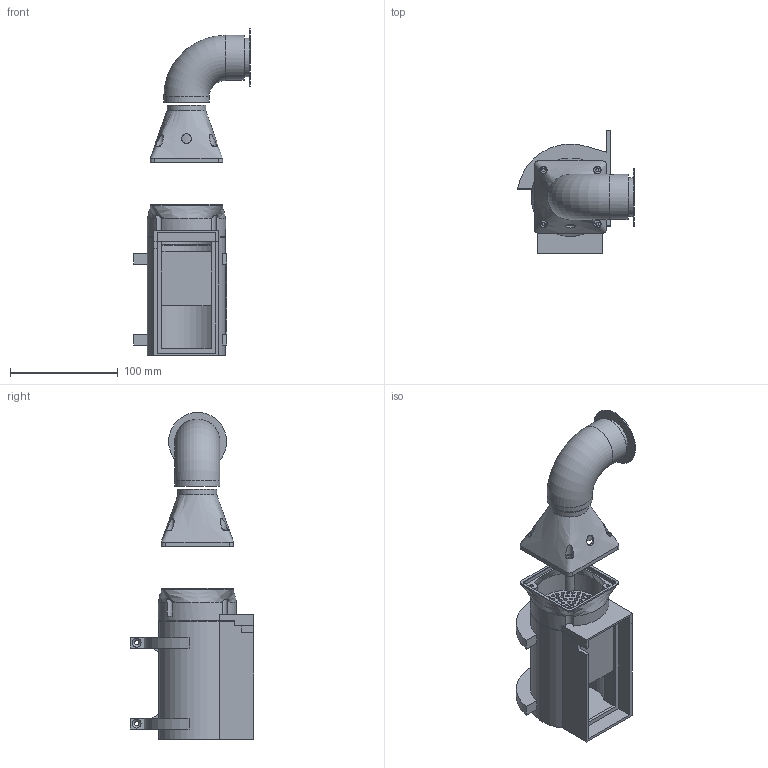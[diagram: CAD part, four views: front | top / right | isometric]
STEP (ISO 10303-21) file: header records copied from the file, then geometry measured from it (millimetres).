
FILE_DESCRIPTION(/* description */ (''),/* implementation_level */ '2;1');
FILE_NAME(/* name */ 'HEPA Filter r3 v11.step',/* time_stamp */ '2018-01-21T04:30:08-05:00',/* author */ ('jmillerfo'),/* organization */ (''),/* preprocessor_version */ 'ST-DEVELOPER v16.13',/* originating_system */ 'Autodesk Translation Framework v6.5.0.72',/* authorisation */ '');
FILE_SCHEMA (('AUTOMOTIVE_DESIGN { 1 0 10303 214 3 1 1 }'));
Length unit declared in the file: millimetre
Products named in the file (9): HEPA Filter r3; Chamber; Filter To Motor; Expanded Grate; Nozzle; Exhaust Tube; Mount; Restrictor; Baffel
Assembly tree (8 placements, depth 2):
  HEPA Filter r3
    Chamber
    Filter To Motor
    Expanded Grate
    Nozzle
    Exhaust Tube
    Mount
    Restrictor
    Baffel
Bounding box: 108.41 x 114.76 x 303.8 mm (x, y, z)
Volume: 245152.1 mm3; surface area: 173267.8 mm2
Topology: 8 solids, 8 shells, 574 faces, 1640 edges, 1093 vertices
Faces by surface type: cylinder 320, plane 218, cone 18, bspline 16, torus 2
Full cylindrical faces by diameter (mm): 3 x207, 3.1 x3, 3.176 x1, 3.2 x1, 4.1 x4, 7 x3, 8.75 x1, 9 x1, 33.9 x1, 35.9 x1, 36 x2, 36.1 x1, 42 x1, 42.1 x1, 54 x1
Entity records: 21819 total; most frequent: CARTESIAN_POINT 5161, DIRECTION 3381, ORIENTED_EDGE 3282, EDGE_CURVE 1641, AXIS2_PLACEMENT_3D 1261, VERTEX_POINT 1094, EDGE_LOOP 1055, LINE 859
